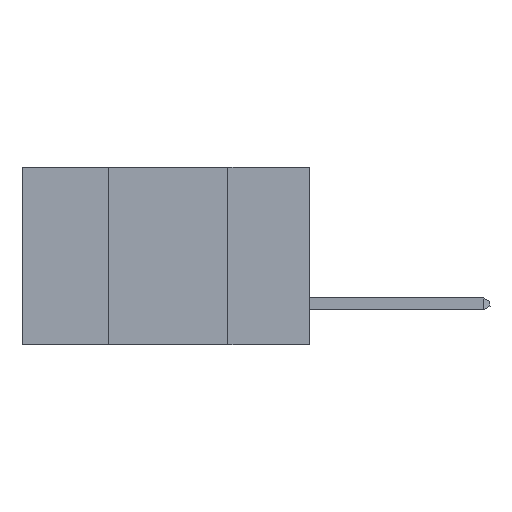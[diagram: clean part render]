
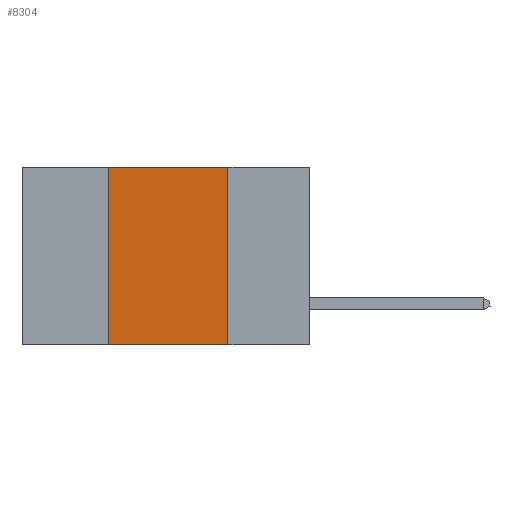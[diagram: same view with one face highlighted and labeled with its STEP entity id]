
A CAD part, left-side view. The second image highlights one B-rep face of the part: STEP entity #8304.
In plain terms, the highlighted planar face has unit normal (-1, 0, 0).
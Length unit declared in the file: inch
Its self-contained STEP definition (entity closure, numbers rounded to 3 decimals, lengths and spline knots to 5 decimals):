
#113 = VERTEX_POINT ( 'NONE', #5433 ) ;
#628 = FACE_OUTER_BOUND ( 'NONE', #11876, .T. ) ;
#648 = DIRECTION ( 'NONE',  ( 0., -1., 0. ) ) ;
#753 = DIRECTION ( 'NONE',  ( 1., 0., 0. ) ) ;
#1460 = LINE ( 'NONE', #13379, #10222 ) ;
#1774 = EDGE_CURVE ( 'NONE', #8883, #113, #1460, .T. ) ;
#1827 = CARTESIAN_POINT ( 'NONE',  ( 0., 0.42, 0. ) ) ;
#1890 = DIRECTION ( 'NONE',  ( 0., 0., 1. ) ) ;
#2334 = CARTESIAN_POINT ( 'NONE',  ( 0., 0.42, 0. ) ) ;
#2745 = CARTESIAN_POINT ( 'NONE',  ( 0., 0.17, -0.37 ) ) ;
#2816 = VERTEX_POINT ( 'NONE', #2745 ) ;
#3606 = LINE ( 'NONE', #9997, #4168 ) ;
#4168 = VECTOR ( 'NONE', #12305, 39.37008 ) ;
#4609 = CARTESIAN_POINT ( 'NONE',  ( 0., 0.6, -0.37 ) ) ;
#4656 = ORIENTED_EDGE ( 'NONE', *, *, #1774, .F. ) ;
#5132 = LINE ( 'NONE', #1827, #9875 ) ;
#5433 = CARTESIAN_POINT ( 'NONE',  ( 0., 0.17, 0. ) ) ;
#5500 = VECTOR ( 'NONE', #13882, 39.37008 ) ;
#6023 = EDGE_CURVE ( 'NONE', #113, #2816, #3606, .T. ) ;
#7673 = AXIS2_PLACEMENT_3D ( 'NONE', #7951, #753, #12393 ) ;
#7951 = CARTESIAN_POINT ( 'NONE',  ( 0., 0.6, 0. ) ) ;
#8304 = ADVANCED_FACE ( 'NONE', ( #628 ), #11288, .F. ) ;
#8670 = VERTEX_POINT ( 'NONE', #9649 ) ;
#8705 = ORIENTED_EDGE ( 'NONE', *, *, #9568, .T. ) ;
#8883 = VERTEX_POINT ( 'NONE', #2334 ) ;
#9135 = LINE ( 'NONE', #4609, #5500 ) ;
#9165 = ORIENTED_EDGE ( 'NONE', *, *, #9526, .F. ) ;
#9526 = EDGE_CURVE ( 'NONE', #8670, #8883, #5132, .T. ) ;
#9568 = EDGE_CURVE ( 'NONE', #8670, #2816, #9135, .T. ) ;
#9649 = CARTESIAN_POINT ( 'NONE',  ( 0., 0.42, -0.37 ) ) ;
#9875 = VECTOR ( 'NONE', #1890, 39.37008 ) ;
#9997 = CARTESIAN_POINT ( 'NONE',  ( 0., 0.17, 0. ) ) ;
#10222 = VECTOR ( 'NONE', #648, 39.37008 ) ;
#11288 = PLANE ( 'NONE',  #7673 ) ;
#11630 = ORIENTED_EDGE ( 'NONE', *, *, #6023, .F. ) ;
#11876 = EDGE_LOOP ( 'NONE', ( #11630, #4656, #9165, #8705 ) ) ;
#12305 = DIRECTION ( 'NONE',  ( 0., 0., -1. ) ) ;
#12393 = DIRECTION ( 'NONE',  ( 0., 0., -1. ) ) ;
#13379 = CARTESIAN_POINT ( 'NONE',  ( 0., 0.6, 0. ) ) ;
#13882 = DIRECTION ( 'NONE',  ( 0., -1., 0. ) ) ;
